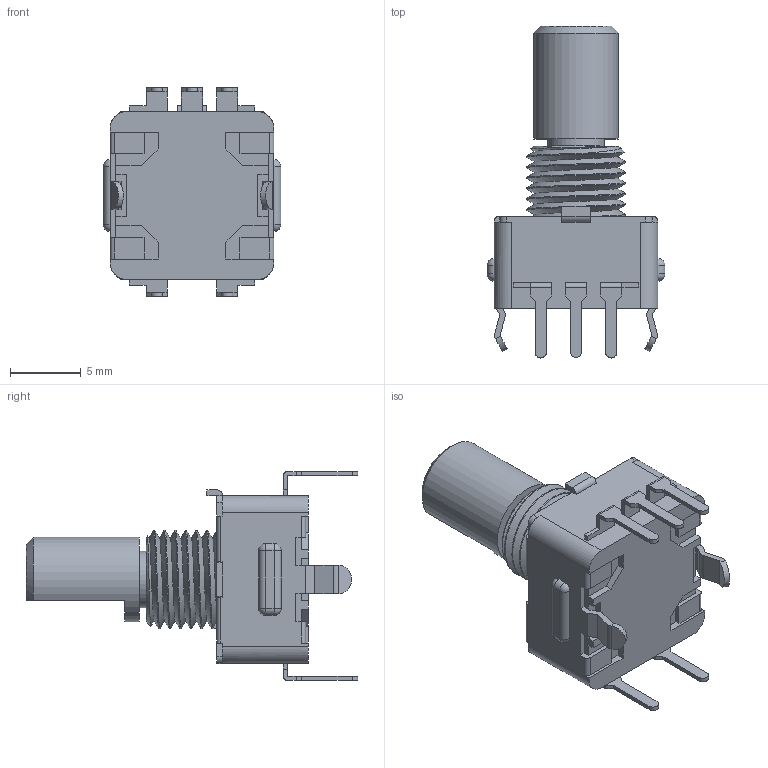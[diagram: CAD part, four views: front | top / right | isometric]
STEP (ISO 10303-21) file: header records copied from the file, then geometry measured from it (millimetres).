
FILE_DESCRIPTION(('FreeCAD Model'),'2;1');
FILE_NAME('Open CASCADE Shape Model','2025-10-20T18:42:46',('FreeCAD'),( 'FreeCAD'),'Open CASCADE STEP processor 7.7','FreeCAD','Unknown');
FILE_SCHEMA(('AUTOMOTIVE_DESIGN { 1 0 10303 214 1 1 1 1 }'));
Length unit declared in the file: millimetre
Products named in the file (1): Open CASCADE STEP translator 7.7 1
Bounding box: 12.6 x 23.5 x 14.8 mm (x, y, z)
Volume: 1205.8 mm3; surface area: 1167.2 mm2
Topology: 1 solids, 2 shells, 239 faces, 701 edges, 469 vertices
Faces by surface type: plane 176, cylinder 49, sphere 8, cone 4, bspline 2
Full cylindrical faces by diameter (mm): 4 x2, 6 x1
Entity records: 8654 total; most frequent: CARTESIAN_POINT 2290, ORIENTED_EDGE 1386, DIRECTION 1266, EDGE_CURVE 693, LINE 518, VECTOR 518, VERTEX_POINT 469, AXIS2_PLACEMENT_3D 374
